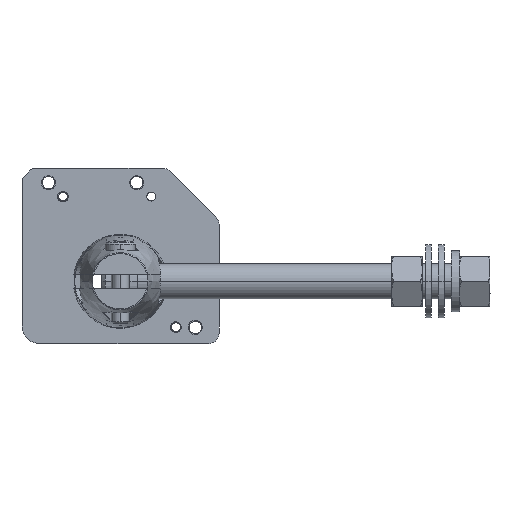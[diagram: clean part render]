
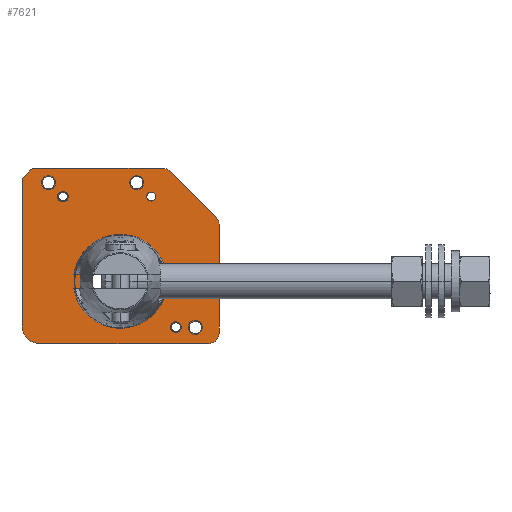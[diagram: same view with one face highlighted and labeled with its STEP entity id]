
A CAD part, left-side view. The second image highlights one B-rep face of the part: STEP entity #7621.
In plain terms, the highlighted planar face has unit normal (-1, 0, 0).
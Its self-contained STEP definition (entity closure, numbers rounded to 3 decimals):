
#7056=CARTESIAN_POINT('',(0.,-32.,-0.085));
#7057=DIRECTION('',(1.,0.,0.));
#7058=DIRECTION('',(0.,-1.,0.));
#7059=AXIS2_PLACEMENT_3D('',#7056,#7057,#7058);
#7061=CARTESIAN_POINT('',(0.,-32.,-0.085));
#7062=DIRECTION('',(1.,0.,0.));
#7063=DIRECTION('',(0.,1.,0.));
#7064=AXIS2_PLACEMENT_3D('',#7061,#7062,#7063);
#7066=CARTESIAN_POINT('',(0.,-4.066,-20.399));
#7067=DIRECTION('',(-1.,0.,0.));
#7068=DIRECTION('',(0.,-1.,0.));
#7069=AXIS2_PLACEMENT_3D('',#7066,#7067,#7068);
#7071=CARTESIAN_POINT('',(0.,-4.066,-20.399));
#7072=DIRECTION('',(-1.,0.,0.));
#7073=DIRECTION('',(0.,1.,0.));
#7074=AXIS2_PLACEMENT_3D('',#7071,#7072,#7073);
#7076=CARTESIAN_POINT('',(0.,-4.066,4.601));
#7077=DIRECTION('',(-1.,0.,0.));
#7078=DIRECTION('',(0.,-1.,0.));
#7079=AXIS2_PLACEMENT_3D('',#7076,#7077,#7078);
#7081=CARTESIAN_POINT('',(0.,-4.066,4.601));
#7082=DIRECTION('',(-1.,0.,0.));
#7083=DIRECTION('',(0.,1.,0.));
#7084=AXIS2_PLACEMENT_3D('',#7081,#7082,#7083);
#7086=CARTESIAN_POINT('',(0.,-8.,-16.305));
#7087=DIRECTION('',(-1.,0.,0.));
#7088=DIRECTION('',(0.,-1.,0.));
#7089=AXIS2_PLACEMENT_3D('',#7086,#7087,#7088);
#7091=CARTESIAN_POINT('',(0.,-8.,-16.305));
#7092=DIRECTION('',(-1.,0.,0.));
#7093=DIRECTION('',(0.,1.,0.));
#7094=AXIS2_PLACEMENT_3D('',#7091,#7092,#7093);
#7096=CARTESIAN_POINT('',(0.,-8.,8.695));
#7097=DIRECTION('',(-1.,0.,0.));
#7098=DIRECTION('',(0.,-1.,0.));
#7099=AXIS2_PLACEMENT_3D('',#7096,#7097,#7098);
#7101=CARTESIAN_POINT('',(0.,-8.,8.695));
#7102=DIRECTION('',(-1.,0.,0.));
#7103=DIRECTION('',(0.,1.,0.));
#7104=AXIS2_PLACEMENT_3D('',#7101,#7102,#7103);
#7106=CARTESIAN_POINT('',(0.,-45.01,15.695));
#7107=DIRECTION('',(-1.,0.,0.));
#7108=DIRECTION('',(0.,-1.,0.));
#7109=AXIS2_PLACEMENT_3D('',#7106,#7107,#7108);
#7111=CARTESIAN_POINT('',(0.,-45.01,15.695));
#7112=DIRECTION('',(-1.,0.,0.));
#7113=DIRECTION('',(0.,1.,0.));
#7114=AXIS2_PLACEMENT_3D('',#7111,#7112,#7113);
#7116=CARTESIAN_POINT('',(0.,-45.066,21.201));
#7117=DIRECTION('',(-1.,0.,0.));
#7118=DIRECTION('',(0.,-1.,0.));
#7119=AXIS2_PLACEMENT_3D('',#7116,#7117,#7118);
#7121=CARTESIAN_POINT('',(0.,-45.066,21.201));
#7122=DIRECTION('',(-1.,0.,0.));
#7123=DIRECTION('',(0.,1.,0.));
#7124=AXIS2_PLACEMENT_3D('',#7121,#7122,#7123);
#7126=DIRECTION('',(0.,1.,0.));
#7127=VECTOR('',#7126,41.095);
#7128=CARTESIAN_POINT('',(0.,-44.666,-27.915));
#7129=LINE('',#7128,#7127);
#7130=CARTESIAN_POINT('',(0.,-3.571,-26.415));
#7131=DIRECTION('',(-1.,0.,0.));
#7132=DIRECTION('',(0.,0.707,-0.707));
#7133=AXIS2_PLACEMENT_3D('',#7130,#7131,#7132);
#7135=DIRECTION('',(0.,-0.707,-0.707));
#7136=VECTOR('',#7135,2.929);
#7137=CARTESIAN_POINT('',(0.,-0.439,-25.404));
#7138=LINE('',#7137,#7136);
#7139=CARTESIAN_POINT('',(0.,-1.5,-24.344));
#7140=DIRECTION('',(-1.,0.,0.));
#7141=DIRECTION('',(0.,1.,0.));
#7142=AXIS2_PLACEMENT_3D('',#7139,#7140,#7141);
#7144=DIRECTION('',(0.,0.,1.));
#7145=VECTOR('',#7144,36.43);
#7146=CARTESIAN_POINT('',(0.,0.,-24.344));
#7147=LINE('',#7146,#7145);
#7148=CARTESIAN_POINT('',(0.,-3.,12.086));
#7149=DIRECTION('',(-1.,0.,0.));
#7150=DIRECTION('',(0.,0.707,0.707));
#7151=AXIS2_PLACEMENT_3D('',#7148,#7149,#7150);
#7153=DIRECTION('',(0.,0.707,-0.707));
#7154=VECTOR('',#7153,18.142);
#7155=CARTESIAN_POINT('',(0.,-13.707,27.036));
#7156=LINE('',#7155,#7154);
#7157=CARTESIAN_POINT('',(0.,-15.829,24.915));
#7158=DIRECTION('',(-1.,0.,0.));
#7159=DIRECTION('',(0.,0.,1.));
#7160=AXIS2_PLACEMENT_3D('',#7157,#7158,#7159);
#7162=DIRECTION('',(0.,-1.,0.));
#7163=VECTOR('',#7162,30.837);
#7164=CARTESIAN_POINT('',(0.,-15.829,27.915));
#7165=LINE('',#7164,#7163);
#7166=CARTESIAN_POINT('',(0.,-46.666,24.915));
#7167=DIRECTION('',(-1.,0.,0.));
#7168=DIRECTION('',(0.,-1.,0.));
#7169=AXIS2_PLACEMENT_3D('',#7166,#7167,#7168);
#7171=DIRECTION('',(0.,0.,-1.));
#7172=VECTOR('',#7171,47.83);
#7173=CARTESIAN_POINT('',(0.,-49.666,24.915));
#7174=LINE('',#7173,#7172);
#7175=CARTESIAN_POINT('',(0.,-44.666,-22.915));
#7176=DIRECTION('',(-1.,0.,0.));
#7177=DIRECTION('',(0.,0.,-1.));
#7178=AXIS2_PLACEMENT_3D('',#7175,#7176,#7177);
#7444=CARTESIAN_POINT('',(0.,-42.,-0.085));
#7445=CARTESIAN_POINT('',(0.,-22.,-0.085));
#7446=VERTEX_POINT('',#7444);
#7447=VERTEX_POINT('',#7445);
#7452=CARTESIAN_POINT('',(0.,-5.816,-20.399));
#7453=CARTESIAN_POINT('',(0.,-2.316,-20.399));
#7454=VERTEX_POINT('',#7452);
#7455=VERTEX_POINT('',#7453);
#7456=CARTESIAN_POINT('',(0.,-5.816,4.601));
#7457=CARTESIAN_POINT('',(0.,-2.316,4.601));
#7458=VERTEX_POINT('',#7456);
#7459=VERTEX_POINT('',#7457);
#7460=CARTESIAN_POINT('',(0.,-9.25,-16.305));
#7461=CARTESIAN_POINT('',(0.,-6.75,-16.305));
#7462=VERTEX_POINT('',#7460);
#7463=VERTEX_POINT('',#7461);
#7464=CARTESIAN_POINT('',(0.,-9.25,8.695));
#7465=CARTESIAN_POINT('',(0.,-6.75,8.695));
#7466=VERTEX_POINT('',#7464);
#7467=VERTEX_POINT('',#7465);
#7468=CARTESIAN_POINT('',(0.,-46.26,15.695));
#7469=CARTESIAN_POINT('',(0.,-43.76,15.695));
#7470=VERTEX_POINT('',#7468);
#7471=VERTEX_POINT('',#7469);
#7472=CARTESIAN_POINT('',(0.,-46.816,21.201));
#7473=CARTESIAN_POINT('',(0.,-43.316,21.201));
#7474=VERTEX_POINT('',#7472);
#7475=VERTEX_POINT('',#7473);
#7500=CARTESIAN_POINT('',(0.,-44.666,-27.915));
#7501=CARTESIAN_POINT('',(0.,-49.666,-22.915));
#7502=VERTEX_POINT('',#7500);
#7503=VERTEX_POINT('',#7501);
#7508=CARTESIAN_POINT('',(0.,-49.666,24.915));
#7509=CARTESIAN_POINT('',(0.,-46.666,27.915));
#7510=VERTEX_POINT('',#7508);
#7511=VERTEX_POINT('',#7509);
#7516=CARTESIAN_POINT('',(0.,-15.829,27.915));
#7517=VERTEX_POINT('',#7516);
#7524=CARTESIAN_POINT('',(0.,-0.879,14.208));
#7525=VERTEX_POINT('',#7524);
#7526=CARTESIAN_POINT('',(0.,0.,12.086));
#7527=VERTEX_POINT('',#7526);
#7528=CARTESIAN_POINT('',(0.,-13.707,27.036));
#7529=VERTEX_POINT('',#7528);
#7532=CARTESIAN_POINT('',(0.,-3.571,-27.915));
#7533=VERTEX_POINT('',#7532);
#7536=CARTESIAN_POINT('',(0.,0.,-24.344));
#7537=VERTEX_POINT('',#7536);
#7540=CARTESIAN_POINT('',(0.,-0.439,-25.404));
#7541=VERTEX_POINT('',#7540);
#7546=CARTESIAN_POINT('',(0.,-2.511,-27.476));
#7547=VERTEX_POINT('',#7546);
#7548=CARTESIAN_POINT('',(0.,0.,0.));
#7549=DIRECTION('',(1.,0.,0.));
#7550=DIRECTION('',(0.,-1.,0.));
#7551=AXIS2_PLACEMENT_3D('',#7548,#7549,#7550);
#7552=PLANE('',#7551);
#7554=ORIENTED_EDGE('',*,*,#7553,.T.);
#7556=ORIENTED_EDGE('',*,*,#7555,.F.);
#7558=ORIENTED_EDGE('',*,*,#7557,.F.);
#7560=ORIENTED_EDGE('',*,*,#7559,.F.);
#7562=ORIENTED_EDGE('',*,*,#7561,.T.);
#7564=ORIENTED_EDGE('',*,*,#7563,.F.);
#7566=ORIENTED_EDGE('',*,*,#7565,.F.);
#7568=ORIENTED_EDGE('',*,*,#7567,.F.);
#7570=ORIENTED_EDGE('',*,*,#7569,.T.);
#7572=ORIENTED_EDGE('',*,*,#7571,.F.);
#7574=ORIENTED_EDGE('',*,*,#7573,.T.);
#7576=ORIENTED_EDGE('',*,*,#7575,.F.);
#7577=EDGE_LOOP('',(#7554,#7556,#7558,#7560,#7562,#7564,#7566,#7568,#7570,#7572,
#7574,#7576));
#7578=FACE_OUTER_BOUND('',#7577,.F.);
#7580=ORIENTED_EDGE('',*,*,#7579,.T.);
#7582=ORIENTED_EDGE('',*,*,#7581,.T.);
#7583=EDGE_LOOP('',(#7580,#7582));
#7584=FACE_BOUND('',#7583,.F.);
#7586=ORIENTED_EDGE('',*,*,#7585,.T.);
#7588=ORIENTED_EDGE('',*,*,#7587,.T.);
#7589=EDGE_LOOP('',(#7586,#7588));
#7590=FACE_BOUND('',#7589,.F.);
#7592=ORIENTED_EDGE('',*,*,#7591,.T.);
#7594=ORIENTED_EDGE('',*,*,#7593,.T.);
#7595=EDGE_LOOP('',(#7592,#7594));
#7596=FACE_BOUND('',#7595,.F.);
#7598=ORIENTED_EDGE('',*,*,#7597,.T.);
#7600=ORIENTED_EDGE('',*,*,#7599,.T.);
#7601=EDGE_LOOP('',(#7598,#7600));
#7602=FACE_BOUND('',#7601,.F.);
#7604=ORIENTED_EDGE('',*,*,#7603,.T.);
#7606=ORIENTED_EDGE('',*,*,#7605,.T.);
#7607=EDGE_LOOP('',(#7604,#7606));
#7608=FACE_BOUND('',#7607,.F.);
#7610=ORIENTED_EDGE('',*,*,#7609,.T.);
#7612=ORIENTED_EDGE('',*,*,#7611,.T.);
#7613=EDGE_LOOP('',(#7610,#7612));
#7614=FACE_BOUND('',#7613,.F.);
#7616=ORIENTED_EDGE('',*,*,#7615,.F.);
#7618=ORIENTED_EDGE('',*,*,#7617,.F.);
#7619=EDGE_LOOP('',(#7616,#7618));
#7620=FACE_BOUND('',#7619,.F.);
#7621=ADVANCED_FACE('',(#7578,#7584,#7590,#7596,#7602,#7608,#7614,#7620),#7552,
.F.);
#7060=CIRCLE('',#7059,10.);
#7065=CIRCLE('',#7064,10.);
#7070=CIRCLE('',#7069,1.75);
#7075=CIRCLE('',#7074,1.75);
#7080=CIRCLE('',#7079,1.75);
#7085=CIRCLE('',#7084,1.75);
#7090=CIRCLE('',#7089,1.25);
#7095=CIRCLE('',#7094,1.25);
#7100=CIRCLE('',#7099,1.25);
#7105=CIRCLE('',#7104,1.25);
#7110=CIRCLE('',#7109,1.25);
#7115=CIRCLE('',#7114,1.25);
#7120=CIRCLE('',#7119,1.75);
#7125=CIRCLE('',#7124,1.75);
#7134=CIRCLE('',#7133,1.5);
#7143=CIRCLE('',#7142,1.5);
#7152=CIRCLE('',#7151,3.);
#7161=CIRCLE('',#7160,3.);
#7170=CIRCLE('',#7169,3.);
#7179=CIRCLE('',#7178,5.);
#7553=EDGE_CURVE('',#7502,#7533,#7129,.T.);
#7555=EDGE_CURVE('',#7547,#7533,#7134,.T.);
#7557=EDGE_CURVE('',#7541,#7547,#7138,.T.);
#7559=EDGE_CURVE('',#7537,#7541,#7143,.T.);
#7561=EDGE_CURVE('',#7537,#7527,#7147,.T.);
#7563=EDGE_CURVE('',#7525,#7527,#7152,.T.);
#7565=EDGE_CURVE('',#7529,#7525,#7156,.T.);
#7567=EDGE_CURVE('',#7517,#7529,#7161,.T.);
#7569=EDGE_CURVE('',#7517,#7511,#7165,.T.);
#7571=EDGE_CURVE('',#7510,#7511,#7170,.T.);
#7573=EDGE_CURVE('',#7510,#7503,#7174,.T.);
#7575=EDGE_CURVE('',#7502,#7503,#7179,.T.);
#7579=EDGE_CURVE('',#7454,#7455,#7070,.T.);
#7581=EDGE_CURVE('',#7455,#7454,#7075,.T.);
#7585=EDGE_CURVE('',#7458,#7459,#7080,.T.);
#7587=EDGE_CURVE('',#7459,#7458,#7085,.T.);
#7591=EDGE_CURVE('',#7462,#7463,#7090,.T.);
#7593=EDGE_CURVE('',#7463,#7462,#7095,.T.);
#7597=EDGE_CURVE('',#7466,#7467,#7100,.T.);
#7599=EDGE_CURVE('',#7467,#7466,#7105,.T.);
#7603=EDGE_CURVE('',#7470,#7471,#7110,.T.);
#7605=EDGE_CURVE('',#7471,#7470,#7115,.T.);
#7609=EDGE_CURVE('',#7474,#7475,#7120,.T.);
#7611=EDGE_CURVE('',#7475,#7474,#7125,.T.);
#7615=EDGE_CURVE('',#7446,#7447,#7060,.T.);
#7617=EDGE_CURVE('',#7447,#7446,#7065,.T.);
